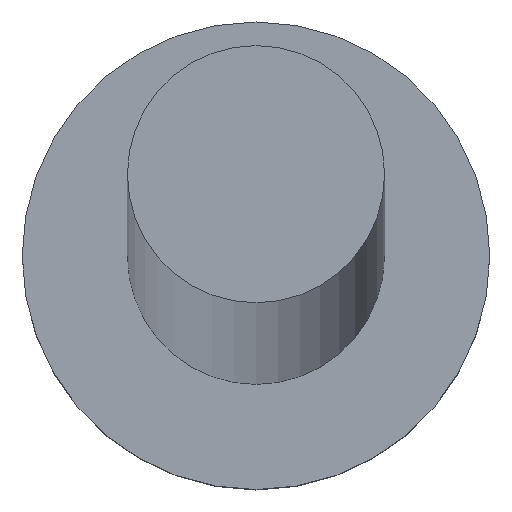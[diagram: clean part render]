
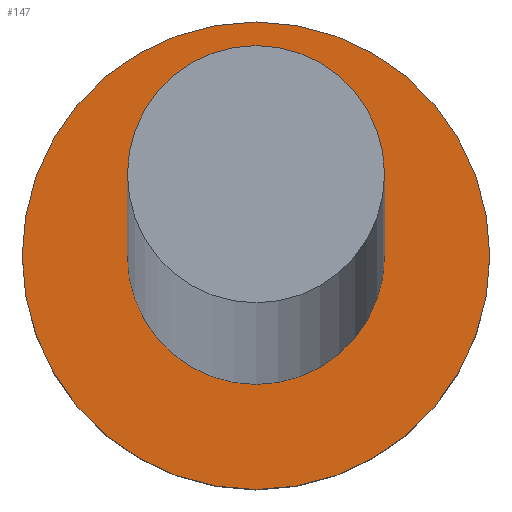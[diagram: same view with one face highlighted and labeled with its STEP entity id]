
A CAD part, top view. The second image highlights one B-rep face of the part: STEP entity #147.
In plain terms, the highlighted planar face has unit normal (0, 0, 1).
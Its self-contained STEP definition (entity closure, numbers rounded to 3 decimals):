
#1 = ORIENTED_EDGE ( 'NONE', *, *, #82, .T. ) ;
#3 = AXIS2_PLACEMENT_3D ( 'NONE', #98, #142, #177 ) ;
#5 = VERTEX_POINT ( 'NONE', #111 ) ;
#15 = EDGE_CURVE ( 'NONE', #125, #5, #231, .T. ) ;
#16 = CARTESIAN_POINT ( 'NONE',  ( 0., 0., 2. ) ) ;
#22 = ORIENTED_EDGE ( 'NONE', *, *, #126, .F. ) ;
#25 = DIRECTION ( 'NONE',  ( 0., 0., 1. ) ) ;
#34 = EDGE_LOOP ( 'NONE', ( #1, #155 ) ) ;
#47 = VERTEX_POINT ( 'NONE', #197 ) ;
#53 = AXIS2_PLACEMENT_3D ( 'NONE', #16, #106, #181 ) ;
#58 = DIRECTION ( 'NONE',  ( 1., 0., 0. ) ) ;
#61 = AXIS2_PLACEMENT_3D ( 'NONE', #209, #232, #58 ) ;
#70 = AXIS2_PLACEMENT_3D ( 'NONE', #165, #25, #132 ) ;
#82 = EDGE_CURVE ( 'NONE', #5, #125, #254, .T. ) ;
#98 = CARTESIAN_POINT ( 'NONE',  ( 0., 0., 2. ) ) ;
#106 = DIRECTION ( 'NONE',  ( 0., 0., 1. ) ) ;
#111 = CARTESIAN_POINT ( 'NONE',  ( -2., 0., 2. ) ) ;
#114 = CIRCLE ( 'NONE', #153, 1.1 ) ;
#122 = CIRCLE ( 'NONE', #3, 1.1 ) ;
#125 = VERTEX_POINT ( 'NONE', #234 ) ;
#126 = EDGE_CURVE ( 'NONE', #144, #47, #122, .T. ) ;
#130 = EDGE_LOOP ( 'NONE', ( #160, #22 ) ) ;
#132 = DIRECTION ( 'NONE',  ( 1., 0., 0. ) ) ;
#139 = DIRECTION ( 'NONE',  ( 1., 0., 0. ) ) ;
#142 = DIRECTION ( 'NONE',  ( 0., 0., 1. ) ) ;
#144 = VERTEX_POINT ( 'NONE', #162 ) ;
#147 = ADVANCED_FACE ( 'NONE', ( #173, #195 ), #252, .T. ) ;
#153 = AXIS2_PLACEMENT_3D ( 'NONE', #175, #210, #139 ) ;
#155 = ORIENTED_EDGE ( 'NONE', *, *, #15, .T. ) ;
#160 = ORIENTED_EDGE ( 'NONE', *, *, #217, .F. ) ;
#162 = CARTESIAN_POINT ( 'NONE',  ( 1.1, 0., 2. ) ) ;
#165 = CARTESIAN_POINT ( 'NONE',  ( 0., 0., 2. ) ) ;
#173 = FACE_BOUND ( 'NONE', #130, .T. ) ;
#175 = CARTESIAN_POINT ( 'NONE',  ( 0., 0., 2. ) ) ;
#177 = DIRECTION ( 'NONE',  ( 1., 0., 0. ) ) ;
#181 = DIRECTION ( 'NONE',  ( 1., 0., 0. ) ) ;
#195 = FACE_OUTER_BOUND ( 'NONE', #34, .T. ) ;
#197 = CARTESIAN_POINT ( 'NONE',  ( -1.1, 0., 2. ) ) ;
#209 = CARTESIAN_POINT ( 'NONE',  ( 0., 0., 2. ) ) ;
#210 = DIRECTION ( 'NONE',  ( 0., 0., 1. ) ) ;
#217 = EDGE_CURVE ( 'NONE', #47, #144, #114, .T. ) ;
#231 = CIRCLE ( 'NONE', #70, 2. ) ;
#232 = DIRECTION ( 'NONE',  ( 0., 0., 1. ) ) ;
#234 = CARTESIAN_POINT ( 'NONE',  ( 2., 0., 2. ) ) ;
#252 = PLANE ( 'NONE',  #61 ) ;
#254 = CIRCLE ( 'NONE', #53, 2. ) ;
